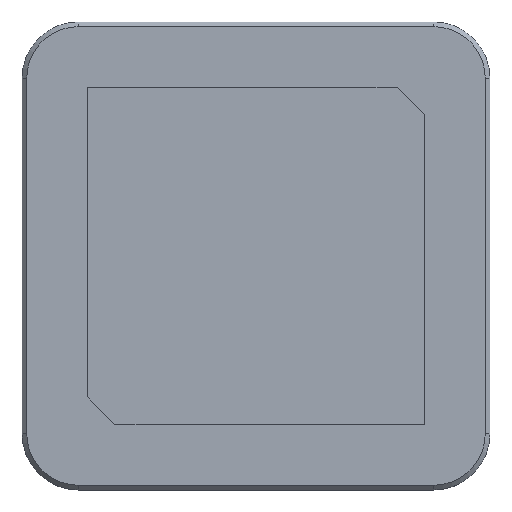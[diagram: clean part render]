
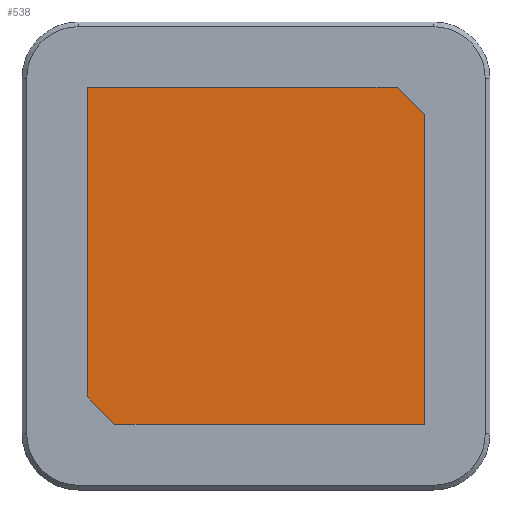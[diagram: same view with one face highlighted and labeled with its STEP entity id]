
A CAD part, top view. The second image highlights one B-rep face of the part: STEP entity #538.
In plain terms, the highlighted planar face has unit normal (0, 0, 1).
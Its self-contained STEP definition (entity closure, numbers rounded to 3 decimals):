
#36=PLANE('',#597);
#65=FACE_OUTER_BOUND('',#99,.T.);
#99=EDGE_LOOP('',(#449,#450,#451,#452,#453,#454));
#163=LINE('',#870,#221);
#166=LINE('',#875,#224);
#168=LINE('',#879,#226);
#169=LINE('',#881,#227);
#170=LINE('',#883,#228);
#171=LINE('',#884,#229);
#221=VECTOR('',#711,10.);
#224=VECTOR('',#716,10.);
#226=VECTOR('',#720,10.);
#227=VECTOR('',#721,10.);
#228=VECTOR('',#722,10.);
#229=VECTOR('',#723,10.);
#275=VERTEX_POINT('',#868);
#276=VERTEX_POINT('',#869);
#277=VERTEX_POINT('',#874);
#278=VERTEX_POINT('',#878);
#279=VERTEX_POINT('',#880);
#280=VERTEX_POINT('',#882);
#335=EDGE_CURVE('',#275,#276,#163,.F.);
#338=EDGE_CURVE('',#277,#276,#166,.T.);
#340=EDGE_CURVE('',#275,#278,#168,.T.);
#341=EDGE_CURVE('',#278,#279,#169,.T.);
#342=EDGE_CURVE('',#280,#279,#170,.F.);
#343=EDGE_CURVE('',#280,#277,#171,.T.);
#449=ORIENTED_EDGE('',*,*,#335,.F.);
#450=ORIENTED_EDGE('',*,*,#340,.T.);
#451=ORIENTED_EDGE('',*,*,#341,.T.);
#452=ORIENTED_EDGE('',*,*,#342,.F.);
#453=ORIENTED_EDGE('',*,*,#343,.T.);
#454=ORIENTED_EDGE('',*,*,#338,.T.);
#538=ADVANCED_FACE('',(#65),#36,.T.);
#597=AXIS2_PLACEMENT_3D('',#877,#718,#719);
#711=DIRECTION('',(0.707,-0.707,0.));
#716=DIRECTION('',(0.,-1.,0.));
#718=DIRECTION('center_axis',(0.,0.,
1.));
#719=DIRECTION('ref_axis',(0.,-1.,0.));
#720=DIRECTION('',(1.,0.,0.));
#721=DIRECTION('',(0.,1.,0.));
#722=DIRECTION('',(-0.707,0.707,0.));
#723=DIRECTION('',(-1.,0.,0.));
#868=CARTESIAN_POINT('',(-7.536,-6.5,4.05));
#869=CARTESIAN_POINT('',(-9.,-5.036,4.05));
#870=CARTESIAN_POINT('',(-8.268,-5.768,4.05));
#874=CARTESIAN_POINT('',(-9.,11.5,4.05));
#875=CARTESIAN_POINT('',(-9.,7.,4.05));
#877=CARTESIAN_POINT('Origin',(0.,2.5,4.05));
#878=CARTESIAN_POINT('',(9.,-6.5,4.05));
#879=CARTESIAN_POINT('',(-4.5,-6.5,4.05));
#880=CARTESIAN_POINT('',(9.,10.036,4.05));
#881=CARTESIAN_POINT('',(9.,-2.,4.05));
#882=CARTESIAN_POINT('',(7.536,11.5,4.05));
#883=CARTESIAN_POINT('',(8.268,10.768,4.05));
#884=CARTESIAN_POINT('',(4.5,11.5,4.05));
